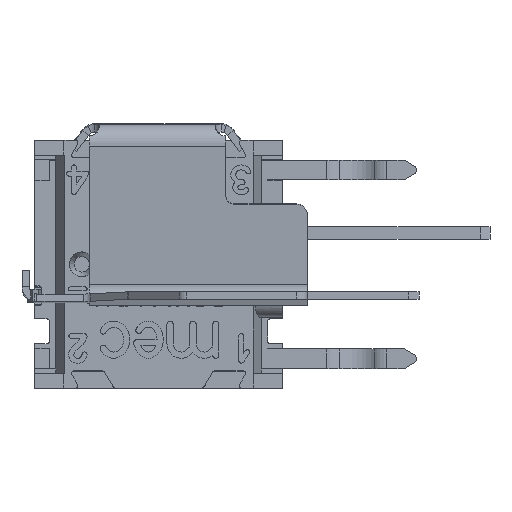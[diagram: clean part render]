
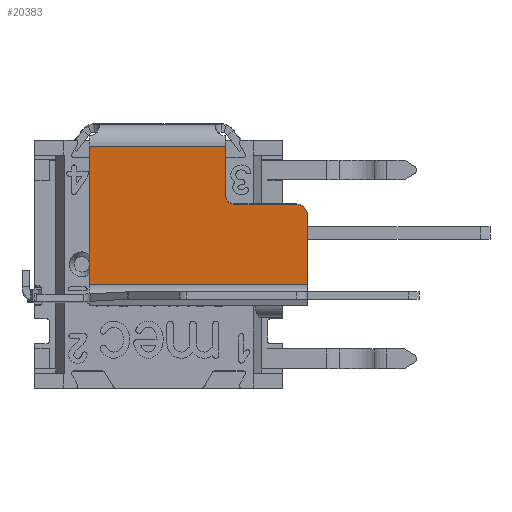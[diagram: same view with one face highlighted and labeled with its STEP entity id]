
A CAD part, top view. The second image highlights one B-rep face of the part: STEP entity #20383.
In plain terms, the highlighted planar face has unit normal (0, -0.07, 0.998).
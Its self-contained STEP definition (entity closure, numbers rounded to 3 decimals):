
#1352=PLANE('',#21559);
#1954=FACE_OUTER_BOUND('',#3023,.T.);
#3023=EDGE_LOOP('',(#14225,#14226,#14227,#14228,#14229,#14230,#14231,#14232));
#4361=LINE('',#30349,#6249);
#4362=LINE('',#30351,#6250);
#4363=LINE('',#30353,#6251);
#4364=LINE('',#30357,#6252);
#4365=LINE('',#30361,#6253);
#4366=LINE('',#30362,#6254);
#6249=VECTOR('',#24029,5.611);
#6250=VECTOR('',#24030,8.8);
#6251=VECTOR('',#24031,2.829);
#6252=VECTOR('',#24034,2.5);
#6253=VECTOR('',#24037,1.982);
#6254=VECTOR('',#24038,5.5);
#7999=CIRCLE('',#21560,0.425);
#8000=CIRCLE('',#21561,0.375);
#9134=VERTEX_POINT('',#30347);
#9135=VERTEX_POINT('',#30348);
#9136=VERTEX_POINT('',#30350);
#9137=VERTEX_POINT('',#30352);
#9138=VERTEX_POINT('',#30354);
#9139=VERTEX_POINT('',#30356);
#9140=VERTEX_POINT('',#30358);
#9141=VERTEX_POINT('',#30360);
#11148=EDGE_CURVE('',#9134,#9135,#4361,.T.);
#11149=EDGE_CURVE('',#9134,#9136,#4362,.T.);
#11150=EDGE_CURVE('',#9137,#9136,#4363,.T.);
#11151=EDGE_CURVE('',#9138,#9137,#7999,.T.);
#11152=EDGE_CURVE('',#9139,#9138,#4364,.T.);
#11153=EDGE_CURVE('',#9140,#9139,#8000,.T.);
#11154=EDGE_CURVE('',#9141,#9140,#4365,.T.);
#11155=EDGE_CURVE('',#9141,#9135,#4366,.T.);
#14225=ORIENTED_EDGE('',*,*,#11148,.F.);
#14226=ORIENTED_EDGE('',*,*,#11149,.T.);
#14227=ORIENTED_EDGE('',*,*,#11150,.F.);
#14228=ORIENTED_EDGE('',*,*,#11151,.F.);
#14229=ORIENTED_EDGE('',*,*,#11152,.F.);
#14230=ORIENTED_EDGE('',*,*,#11153,.F.);
#14231=ORIENTED_EDGE('',*,*,#11154,.F.);
#14232=ORIENTED_EDGE('',*,*,#11155,.T.);
#20383=ADVANCED_FACE('',(#1954),#1352,.T.);
#21559=AXIS2_PLACEMENT_3D('',#30346,#24027,#24028);
#21560=AXIS2_PLACEMENT_3D('',#30355,#24032,#24033);
#21561=AXIS2_PLACEMENT_3D('',#30359,#24035,#24036);
#24027=DIRECTION('center_axis',(0.,-0.07,
0.998));
#24028=DIRECTION('ref_axis',(0.,0.998,0.07));
#24029=DIRECTION('',(0.,0.998,0.07));
#24030=DIRECTION('',(1.,0.,0.));
#24031=DIRECTION('',(0.,-0.998,-0.07));
#24032=DIRECTION('center_axis',(0.,0.07,
-0.998));
#24033=DIRECTION('ref_axis',(-1.,0.,0.));
#24034=DIRECTION('',(1.,0.,0.));
#24035=DIRECTION('center_axis',(0.,-0.07,
0.998));
#24036=DIRECTION('ref_axis',(-1.,0.,0.));
#24037=DIRECTION('',(0.,-0.998,-0.07));
#24038=DIRECTION('',(-1.,0.,0.));
#30346=CARTESIAN_POINT('Origin',(8.114,-7.385,3.483));
#30347=CARTESIAN_POINT('',(-2.8,-0.83,3.942));
#30348=CARTESIAN_POINT('',(-2.8,4.768,4.333));
#30349=CARTESIAN_POINT('',(-2.8,-3.494,3.755));
#30350=CARTESIAN_POINT('',(6.,-0.83,3.942));
#30351=CARTESIAN_POINT('',(7.057,-0.83,3.942));
#30352=CARTESIAN_POINT('',(6.,1.993,4.139));
#30353=CARTESIAN_POINT('',(6.,1.993,4.139));
#30354=CARTESIAN_POINT('',(5.575,2.417,4.169));
#30355=CARTESIAN_POINT('Origin',(5.575,1.993,4.139));
#30356=CARTESIAN_POINT('',(3.075,2.417,4.169));
#30357=CARTESIAN_POINT('',(3.075,2.417,4.169));
#30358=CARTESIAN_POINT('',(2.7,2.791,4.195));
#30359=CARTESIAN_POINT('Origin',(3.075,2.791,4.195));
#30360=CARTESIAN_POINT('',(2.7,4.768,4.333));
#30361=CARTESIAN_POINT('',(2.7,5.111,4.357));
#30362=CARTESIAN_POINT('',(5.407,4.768,4.333));
